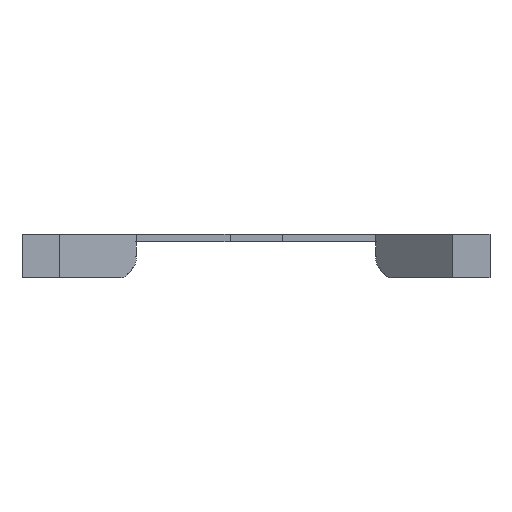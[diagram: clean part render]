
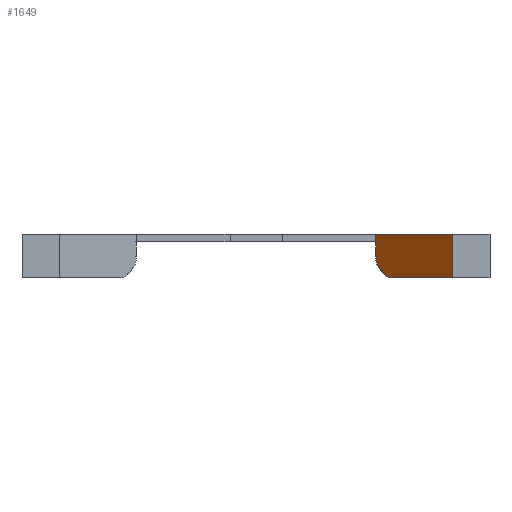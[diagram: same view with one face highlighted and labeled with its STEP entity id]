
A CAD part, front view. The second image highlights one B-rep face of the part: STEP entity #1649.
In plain terms, the highlighted planar face has unit normal (-0.707, -0.707, 0).
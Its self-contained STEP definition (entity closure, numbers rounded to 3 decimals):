
#95=PLANE('',#1761);
#155=FACE_OUTER_BOUND('',#244,.T.);
#244=EDGE_LOOP('',(#1182,#1183,#1184,#1185,#1186,#1187,#1188,#1189));
#385=LINE('',#2444,#563);
#387=LINE('',#2448,#565);
#388=LINE('',#2452,#566);
#389=LINE('',#2454,#567);
#390=LINE('',#2456,#568);
#391=LINE('',#2457,#569);
#563=VECTOR('',#1961,10.);
#565=VECTOR('',#1965,10.);
#566=VECTOR('',#1968,10.);
#567=VECTOR('',#1969,10.);
#568=VECTOR('',#1970,10.);
#569=VECTOR('',#1971,10.);
#721=ELLIPSE('',#1758,10.353,10.);
#722=ELLIPSE('',#1762,10.353,10.);
#762=VERTEX_POINT('',#2431);
#763=VERTEX_POINT('',#2432);
#766=VERTEX_POINT('',#2443);
#767=VERTEX_POINT('',#2447);
#768=VERTEX_POINT('',#2449);
#769=VERTEX_POINT('',#2451);
#770=VERTEX_POINT('',#2453);
#771=VERTEX_POINT('',#2455);
#921=EDGE_CURVE('',#762,#763,#721,.T.);
#927=EDGE_CURVE('',#766,#763,#385,.T.);
#929=EDGE_CURVE('',#767,#762,#387,.T.);
#930=EDGE_CURVE('',#768,#767,#722,.T.);
#931=EDGE_CURVE('',#769,#768,#388,.T.);
#932=EDGE_CURVE('',#769,#770,#389,.T.);
#933=EDGE_CURVE('',#771,#770,#390,.T.);
#934=EDGE_CURVE('',#766,#771,#391,.T.);
#1182=ORIENTED_EDGE('',*,*,#921,.F.);
#1183=ORIENTED_EDGE('',*,*,#929,.F.);
#1184=ORIENTED_EDGE('',*,*,#930,.F.);
#1185=ORIENTED_EDGE('',*,*,#931,.F.);
#1186=ORIENTED_EDGE('',*,*,#932,.T.);
#1187=ORIENTED_EDGE('',*,*,#933,.F.);
#1188=ORIENTED_EDGE('',*,*,#934,.F.);
#1189=ORIENTED_EDGE('',*,*,#927,.T.);
#1649=ADVANCED_FACE('',(#155),#95,.T.);
#1758=AXIS2_PLACEMENT_3D('',#2433,#1950,#1951);
#1761=AXIS2_PLACEMENT_3D('',#2446,#1963,#1964);
#1762=AXIS2_PLACEMENT_3D('',#2450,#1966,#1967);
#1950=DIRECTION('center_axis',(0.707,0.707,0.));
#1951=DIRECTION('ref_axis',(-0.707,0.707,0.));
#1961=DIRECTION('',(0.,0.,-1.));
#1963=DIRECTION('center_axis',(-0.707,-0.707,0.));
#1964=DIRECTION('ref_axis',(0.707,-0.707,0.));
#1965=DIRECTION('',(-0.509,0.509,0.695));
#1966=DIRECTION('center_axis',(0.707,0.707,0.));
#1967=DIRECTION('ref_axis',(-0.707,0.707,0.));
#1968=DIRECTION('',(-0.707,0.707,0.));
#1969=DIRECTION('',(0.,0.,1.));
#1970=DIRECTION('',(0.707,-0.707,0.));
#1971=DIRECTION('',(0.,0.,1.));
#2431=CARTESIAN_POINT('',(81.846,-137.144,66.571));
#2432=CARTESIAN_POINT('',(79.702,-135.,73.642));
#2433=CARTESIAN_POINT('Origin',(87.023,-142.321,73.642));
#2443=CARTESIAN_POINT('',(79.702,-135.,83.5));
#2444=CARTESIAN_POINT('',(79.702,-135.,83.5));
#2446=CARTESIAN_POINT('Origin',(79.702,-135.,83.5));
#2447=CARTESIAN_POINT('',(84.878,-140.176,62.429));
#2448=CARTESIAN_POINT('',(79.554,-134.852,69.703));
#2449=CARTESIAN_POINT('',(90.055,-145.353,59.5));
#2450=CARTESIAN_POINT('Origin',(90.055,-145.353,69.5));
#2451=CARTESIAN_POINT('',(131.202,-186.5,59.5));
#2452=CARTESIAN_POINT('',(131.202,-186.5,59.5));
#2453=CARTESIAN_POINT('',(131.202,-186.5,88.5));
#2454=CARTESIAN_POINT('',(131.202,-186.5,83.5));
#2455=CARTESIAN_POINT('',(79.702,-135.,88.5));
#2456=CARTESIAN_POINT('',(131.202,-186.5,88.5));
#2457=CARTESIAN_POINT('',(79.702,-135.,83.5));
